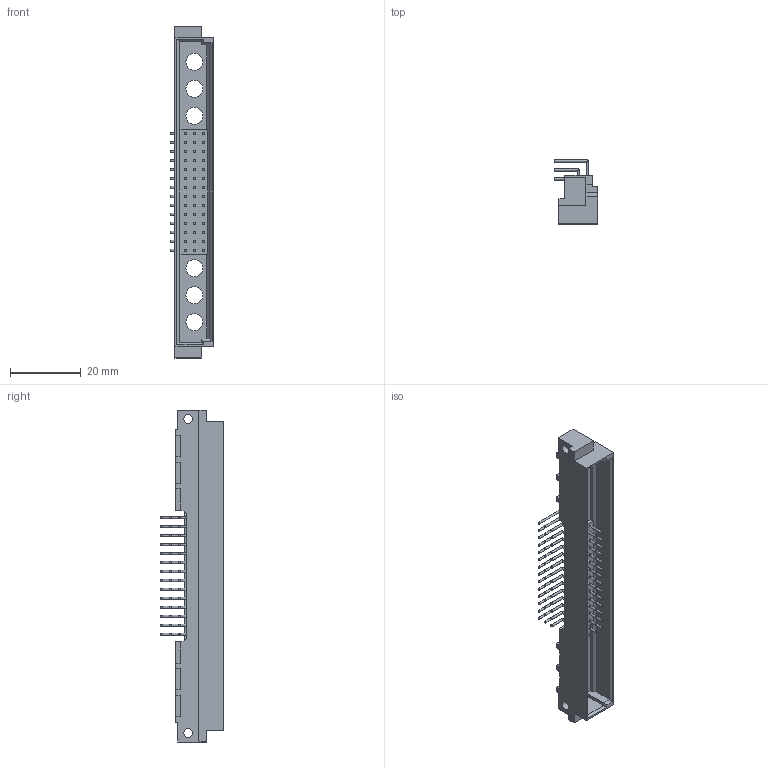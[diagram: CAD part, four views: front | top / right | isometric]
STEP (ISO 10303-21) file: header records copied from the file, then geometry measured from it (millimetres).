
FILE_DESCRIPTION(/* description */ (''),/* implementation_level */ '2;1');
FILE_NAME(/* name */ '100072341ugm000_b.stp',/* time_stamp */ '2015-03-03T11:54:38+01:00',/* author */ (''),/* organization */ (''),/* preprocessor_version */ 'ST-DEVELOPER v15',/* originating_system */ 'SIEMENS PLM Software NX 8.5',/* authorisation */ '');
FILE_SCHEMA (('AUTOMOTIVE_DESIGN { 1 0 10303 214 3 1 1 1 }'));
Length unit declared in the file: millimetre
Products named in the file (1): 100072341ugm000_b
Bounding box: 12.35 x 18.02 x 94 mm (x, y, z)
Volume: 5361.4 mm3; surface area: 7455.1 mm2
Topology: 1 solids, 1 shells, 343 faces, 760 edges, 421 vertices
Faces by surface type: plane 167, cylinder 134, sphere 42
Full cylindrical faces by diameter (mm): 0.6 x126, 2.5 x2, 4.82 x6
Entity records: 9266 total; most frequent: CARTESIAN_POINT 1853, DIRECTION 1456, ORIENTED_EDGE 1084, AXIS2_PLACEMENT_3D 612, EDGE_LOOP 578, EDGE_CURVE 542, VERTEX_POINT 420, FACE_BOUND 384
